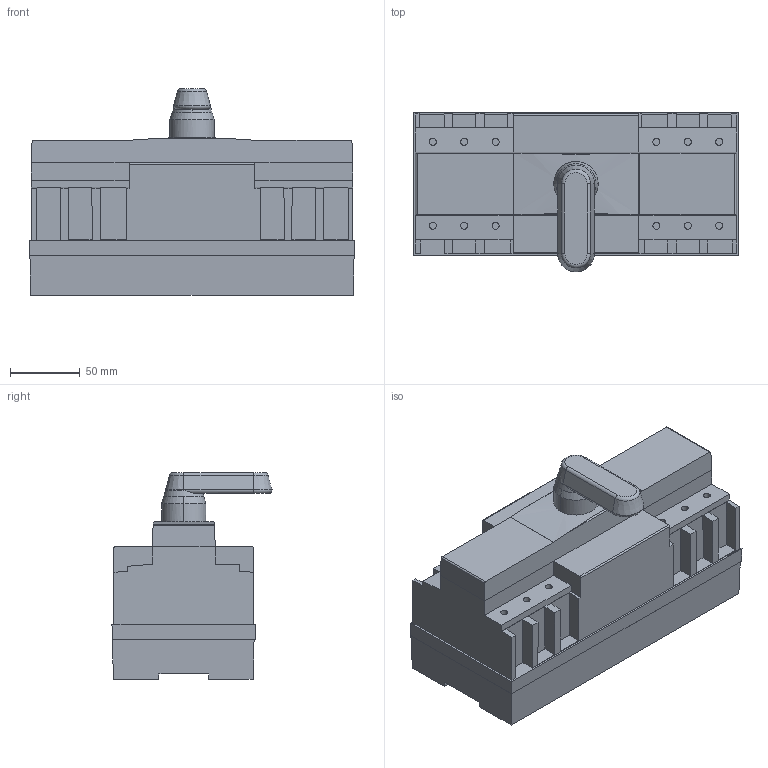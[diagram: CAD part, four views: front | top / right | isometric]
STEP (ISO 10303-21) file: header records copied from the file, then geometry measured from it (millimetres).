
FILE_DESCRIPTION((''),'2;1');
FILE_NAME('OTM125F2C21D230C_SIMPLIFIED','2024-01-24T14:38:07',('FIRARAN'),(''),'CREO PARAMETRIC BY PTC INC, 2022364','CREO PARAMETRIC BY PTC INC, 2022364','');
FILE_SCHEMA(('AUTOMOTIVE_DESIGN { 1 0 10303 214 1 1 1 1 }'));
Length unit declared in the file: millimetre
Products named in the file (1): OTM125F2C21D230C_SIMPLIFIED
Bounding box: 233.2 x 114.56 x 148.1 mm (x, y, z)
Volume: 2186205.1 mm3; surface area: 135993.6 mm2
Topology: 1 solids, 1 shells, 159 faces, 431 edges, 288 vertices
Faces by surface type: plane 110, cylinder 37, cone 6, torus 4, extrusion 2
Entity records: 6607 total; most frequent: CARTESIAN_POINT 1687, ORIENTED_EDGE 862, DIRECTION 843, EDGE_CURVE 431, VECTOR 350, LINE 348, VERTEX_POINT 288, AXIS2_PLACEMENT_3D 245
